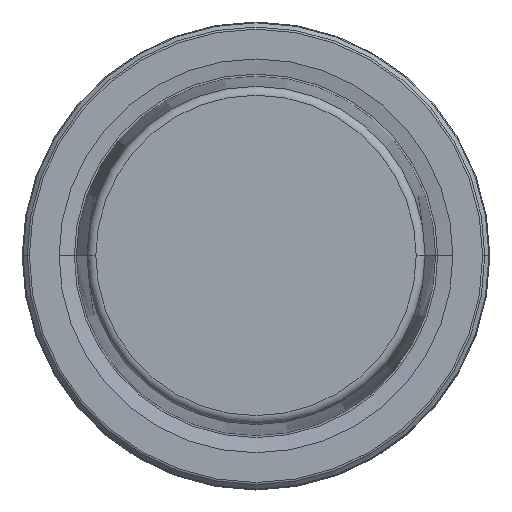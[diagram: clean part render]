
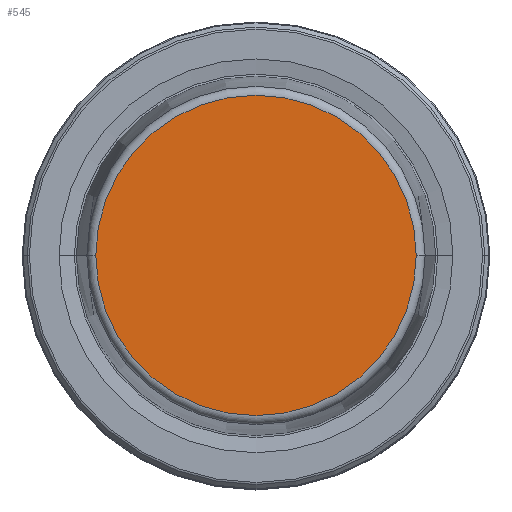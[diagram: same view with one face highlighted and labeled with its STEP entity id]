
A CAD part, top view. The second image highlights one B-rep face of the part: STEP entity #545.
In plain terms, the highlighted planar face has unit normal (0, 0, 1).
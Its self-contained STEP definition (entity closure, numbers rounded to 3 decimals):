
#142 = PLANE ( 'NONE',  #627 ) ;
#257 = VERTEX_POINT ( 'NONE', #1151 ) ;
#308 = EDGE_LOOP ( 'NONE', ( #908, #917 ) ) ;
#545 = ADVANCED_FACE ( 'NONE', ( #567 ), #142, .F. ) ;
#567 = FACE_OUTER_BOUND ( 'NONE', #308, .T. ) ;
#591 = AXIS2_PLACEMENT_3D ( 'NONE', #1199, #892, #1205 ) ;
#595 = DIRECTION ( 'NONE',  ( 0., 0., -1. ) ) ;
#604 = DIRECTION ( 'NONE',  ( 1., 0., 0. ) ) ;
#627 = AXIS2_PLACEMENT_3D ( 'NONE', #698, #595, #980 ) ;
#698 = CARTESIAN_POINT ( 'NONE',  ( 0., 0., 31.9 ) ) ;
#753 = AXIS2_PLACEMENT_3D ( 'NONE', #1214, #1013, #604 ) ;
#817 = CIRCLE ( 'NONE', #591, 21.581 ) ;
#882 = EDGE_CURVE ( 'NONE', #257, #1084, #927, .T. ) ;
#892 = DIRECTION ( 'NONE',  ( 0., 0., 1. ) ) ;
#908 = ORIENTED_EDGE ( 'NONE', *, *, #1050, .T. ) ;
#917 = ORIENTED_EDGE ( 'NONE', *, *, #882, .T. ) ;
#927 = CIRCLE ( 'NONE', #753, 21.581 ) ;
#980 = DIRECTION ( 'NONE',  ( -1., 0., 0. ) ) ;
#1013 = DIRECTION ( 'NONE',  ( 0., 0., 1. ) ) ;
#1050 = EDGE_CURVE ( 'NONE', #1084, #257, #817, .T. ) ;
#1084 = VERTEX_POINT ( 'NONE', #1257 ) ;
#1151 = CARTESIAN_POINT ( 'NONE',  ( -21.581, 0., 31.9 ) ) ;
#1199 = CARTESIAN_POINT ( 'NONE',  ( 0., 0., 31.9 ) ) ;
#1205 = DIRECTION ( 'NONE',  ( 1., 0., 0. ) ) ;
#1214 = CARTESIAN_POINT ( 'NONE',  ( 0., 0., 31.9 ) ) ;
#1257 = CARTESIAN_POINT ( 'NONE',  ( 21.581, 0., 31.9 ) ) ;
